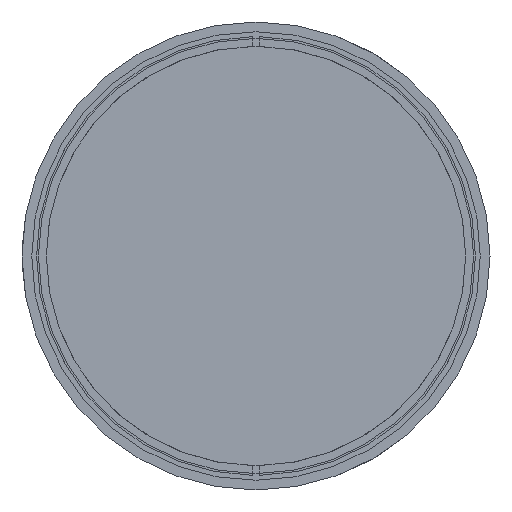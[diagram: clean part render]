
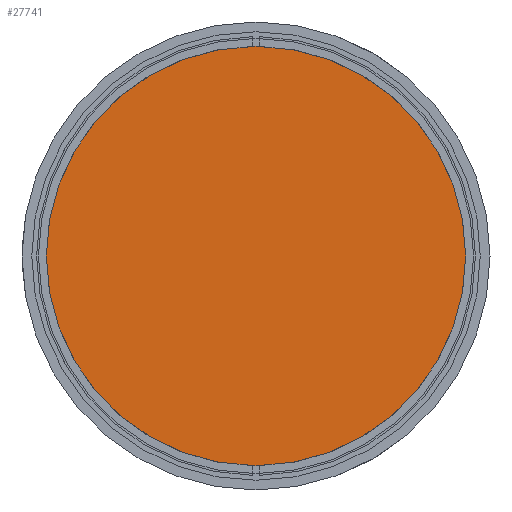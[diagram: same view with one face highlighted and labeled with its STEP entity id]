
A CAD part, left-side view. The second image highlights one B-rep face of the part: STEP entity #27741.
In plain terms, the highlighted planar face has unit normal (-1, 0, 0).
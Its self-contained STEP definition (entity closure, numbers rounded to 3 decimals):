
#147 = AXIS2_PLACEMENT_3D ( 'NONE', #5464, #26609, #32326 ) ;
#760 = DIRECTION ( 'NONE',  ( 1., 0., 0. ) ) ;
#5464 = CARTESIAN_POINT ( 'NONE',  ( 0., 0., 0. ) ) ;
#6654 = DIRECTION ( 'NONE',  ( 0., 0., -1. ) ) ;
#7570 = CIRCLE ( 'NONE', #147, 43.788 ) ;
#8157 = AXIS2_PLACEMENT_3D ( 'NONE', #15749, #21466, #26300 ) ;
#8209 = VERTEX_POINT ( 'NONE', #23800 ) ;
#9744 = EDGE_CURVE ( 'NONE', #8209, #21757, #7570, .T. ) ;
#10681 = ORIENTED_EDGE ( 'NONE', *, *, #33715, .T. ) ;
#15749 = CARTESIAN_POINT ( 'NONE',  ( 0., 0., 0. ) ) ;
#17394 = PLANE ( 'NONE',  #24586 ) ;
#17895 = ORIENTED_EDGE ( 'NONE', *, *, #9744, .T. ) ;
#19725 = CARTESIAN_POINT ( 'NONE',  ( 0., 0., 0. ) ) ;
#21466 = DIRECTION ( 'NONE',  ( -1., 0., 0. ) ) ;
#21757 = VERTEX_POINT ( 'NONE', #34957 ) ;
#23001 = CIRCLE ( 'NONE', #8157, 43.788 ) ;
#23800 = CARTESIAN_POINT ( 'NONE',  ( 0., 0., -43.788 ) ) ;
#24586 = AXIS2_PLACEMENT_3D ( 'NONE', #19725, #760, #6654 ) ;
#25090 = FACE_OUTER_BOUND ( 'NONE', #32110, .T. ) ;
#26300 = DIRECTION ( 'NONE',  ( 0., 0., 1. ) ) ;
#26609 = DIRECTION ( 'NONE',  ( -1., 0., 0. ) ) ;
#27741 = ADVANCED_FACE ( 'NONE', ( #25090 ), #17394, .F. ) ;
#32110 = EDGE_LOOP ( 'NONE', ( #17895, #10681 ) ) ;
#32326 = DIRECTION ( 'NONE',  ( 0., 0., 1. ) ) ;
#33715 = EDGE_CURVE ( 'NONE', #21757, #8209, #23001, .T. ) ;
#34957 = CARTESIAN_POINT ( 'NONE',  ( 0., 0., 43.788 ) ) ;
